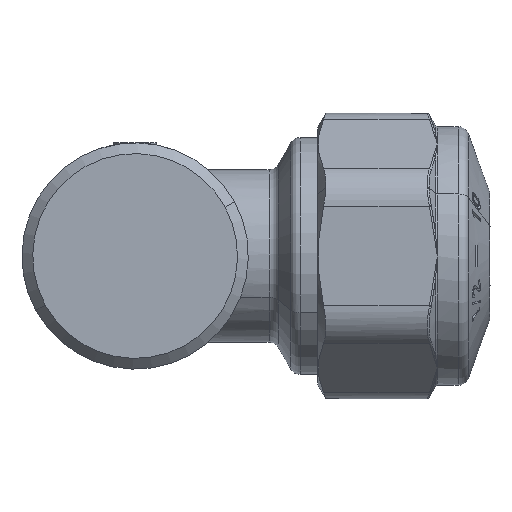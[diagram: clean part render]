
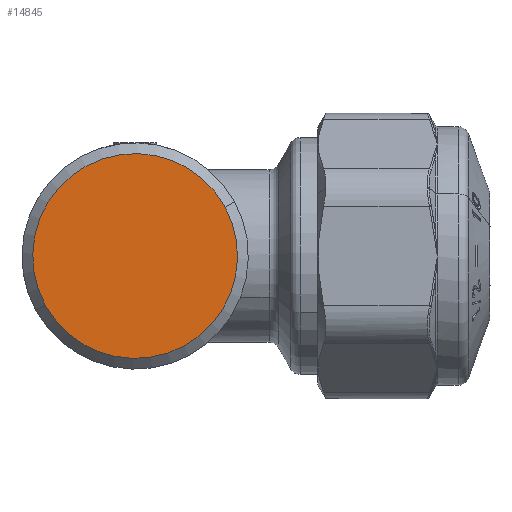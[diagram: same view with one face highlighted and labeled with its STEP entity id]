
A CAD part, front view. The second image highlights one B-rep face of the part: STEP entity #14845.
In plain terms, the highlighted planar face has unit normal (0, -1, 0).
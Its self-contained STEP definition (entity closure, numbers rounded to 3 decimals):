
#14822=CARTESIAN_POINT('Axis2P3D Location',(-16.687,-23.,0.)) ;
#14827=CARTESIAN_POINT('Axis2P3D Location',(0.,-23.,0.)) ;
#14831=CARTESIAN_POINT('Vertex',(8.337,-23.,4.555)) ;
#14833=CARTESIAN_POINT('Vertex',(-8.337,-23.,-4.555)) ;
#14836=CARTESIAN_POINT('Axis2P3D Location',(0.,-23.,0.)) ;
#14823=DIRECTION('Axis2P3D Direction',(0.,-1.,0.)) ;
#14824=DIRECTION('Axis2P3D XDirection',(1.,0.,0.)) ;
#14828=DIRECTION('Axis2P3D Direction',(0.,-1.,0.)) ;
#14837=DIRECTION('Axis2P3D Direction',(0.,-1.,0.)) ;
#14825=AXIS2_PLACEMENT_3D('Plane Axis2P3D',#14822,#14823,#14824) ;
#14829=AXIS2_PLACEMENT_3D('Circle Axis2P3D',#14827,#14828,$) ;
#14838=AXIS2_PLACEMENT_3D('Circle Axis2P3D',#14836,#14837,$) ;
#14830=CIRCLE('generated circle',#14829,9.5) ;
#14839=CIRCLE('generated circle',#14838,9.5) ;
#14826=PLANE('',#14825) ;
#14835=EDGE_CURVE('',#14832,#14834,#14830,.T.) ;
#14840=EDGE_CURVE('',#14834,#14832,#14839,.T.) ;
#14842=ORIENTED_EDGE('',*,*,#14835,.T.) ;
#14843=ORIENTED_EDGE('',*,*,#14840,.T.) ;
#14841=EDGE_LOOP('',(#14842,#14843)) ;
#14832=VERTEX_POINT('',#14831) ;
#14834=VERTEX_POINT('',#14833) ;
#14845=ADVANCED_FACE('PartBody',(#14844),#14826,.T.) ;
#14844=FACE_OUTER_BOUND('',#14841,.T.) ;
